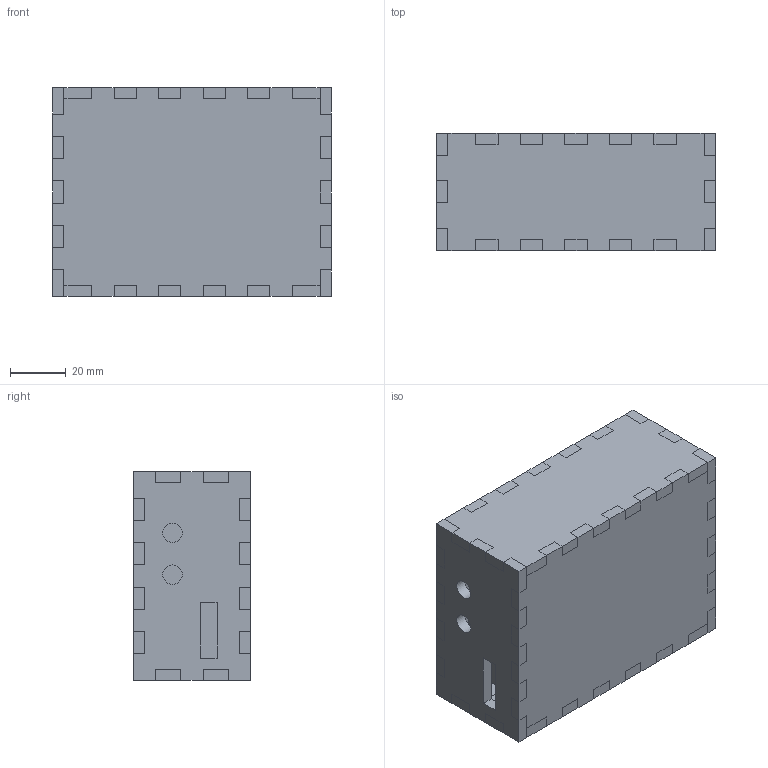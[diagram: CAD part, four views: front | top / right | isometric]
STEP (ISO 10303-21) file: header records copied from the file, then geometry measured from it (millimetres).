
FILE_DESCRIPTION(/* description */ (''),/* implementation_level */ '2;1');
FILE_NAME(/* name */ 'box1.stp',/* time_stamp */ '2018-06-11T09:11:20-04:00',/* author */ ('stra92745'),/* organization */ (''),/* preprocessor_version */ 'ST-DEVELOPER v17',/* originating_system */ 'Autodesk Inventor 2019',/* authorisation */ '');
FILE_SCHEMA (('AUTOMOTIVE_DESIGN { 1 0 10303 214 3 1 1 }'));
Length unit declared in the file: millimetre
Products named in the file (7): box1; front; bottom; front_1; left; left_1; bottom_1
Assembly tree (6 placements, depth 2):
  box1
    front
    bottom
    front_1
    left
    left_1
    bottom_1
Bounding box: 100 x 42 x 75 mm (x, y, z)
Volume: 117908.1 mm3; surface area: 69306 mm2
Topology: 6 solids, 6 shells, 422 faces, 1218 edges, 810 vertices
Faces by surface type: plane 420, cylinder 2
Full cylindrical faces by diameter (mm): 7 x2
Entity records: 13833 total; most frequent: CARTESIAN_POINT 2463, ORIENTED_EDGE 2436, DIRECTION 2092, EDGE_CURVE 1218, LINE 1214, VECTOR 1214, VERTEX_POINT 810, AXIS2_PLACEMENT_3D 439
